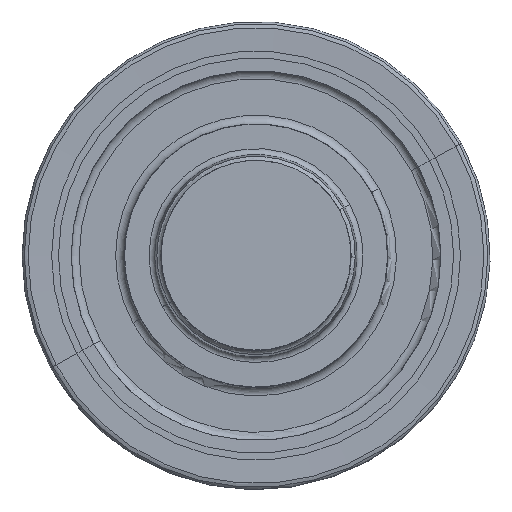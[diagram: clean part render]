
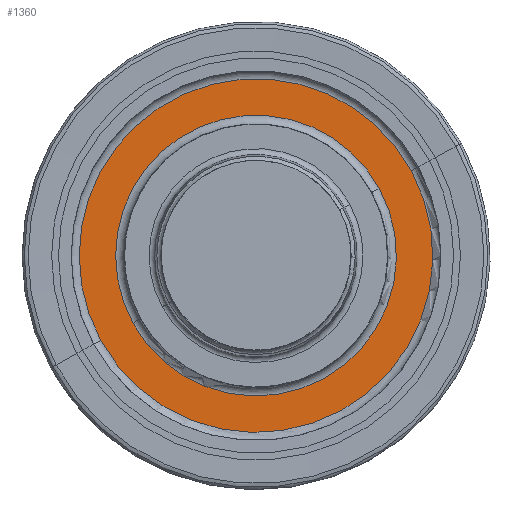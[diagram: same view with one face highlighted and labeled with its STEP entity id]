
A CAD part, top view. The second image highlights one B-rep face of the part: STEP entity #1360.
In plain terms, the highlighted planar face has unit normal (0, 0, 1).
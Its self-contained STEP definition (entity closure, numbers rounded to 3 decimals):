
#525=CARTESIAN_POINT('',(0.,0.,2.173));
#526=DIRECTION('',(0.,0.,1.));
#527=DIRECTION('',(-0.878,-0.479,0.));
#528=AXIS2_PLACEMENT_3D('',#525,#526,#527);
#533=CARTESIAN_POINT('',(0.,0.,2.173));
#534=DIRECTION('',(0.,0.,1.));
#535=DIRECTION('',(-1.,0.,0.));
#536=AXIS2_PLACEMENT_3D('',#533,#534,#535);
#541=CARTESIAN_POINT('',(0.,0.,2.173));
#542=DIRECTION('',(0.,0.,1.));
#543=DIRECTION('',(0.878,0.479,0.));
#544=AXIS2_PLACEMENT_3D('',#541,#542,#543);
#549=CARTESIAN_POINT('',(0.,0.,2.173));
#550=DIRECTION('',(0.,0.,-1.));
#551=DIRECTION('',(-0.878,-0.479,0.));
#552=AXIS2_PLACEMENT_3D('',#549,#550,#551);
#557=CARTESIAN_POINT('',(0.,0.,2.173));
#558=DIRECTION('',(0.,0.,-1.));
#559=DIRECTION('',(0.878,0.479,0.));
#560=AXIS2_PLACEMENT_3D('',#557,#558,#559);
#565=CARTESIAN_POINT('',(0.,0.,2.173));
#566=DIRECTION('',(0.,0.,-1.));
#567=DIRECTION('',(-1.,0.,0.));
#568=AXIS2_PLACEMENT_3D('',#565,#566,#567);
#976=CARTESIAN_POINT('',(-4.13,-2.256,2.173));
#977=VERTEX_POINT('',#976);
#978=CARTESIAN_POINT('',(4.13,2.256,2.173));
#979=VERTEX_POINT('',#978);
#980=CARTESIAN_POINT('',(-4.706,0.,2.173));
#981=VERTEX_POINT('',#980);
#982=CARTESIAN_POINT('',(-5.203,-2.842,2.173));
#983=CARTESIAN_POINT('',(5.203,2.842,2.173));
#984=VERTEX_POINT('',#982);
#985=VERTEX_POINT('',#983);
#986=CARTESIAN_POINT('',(-5.929,0.,2.173));
#987=VERTEX_POINT('',#986);
#1342=CARTESIAN_POINT('',(8.34,0.,2.173));
#1343=DIRECTION('',(0.,0.,-1.));
#1344=DIRECTION('',(-1.,0.,0.));
#1345=AXIS2_PLACEMENT_3D('',#1342,#1343,#1344);
#1346=PLANE('',#1345);
#1348=ORIENTED_EDGE('',*,*,#1347,.F.);
#1350=ORIENTED_EDGE('',*,*,#1349,.F.);
#1352=ORIENTED_EDGE('',*,*,#1351,.F.);
#1353=EDGE_LOOP('',(#1348,#1350,#1352));
#1354=FACE_OUTER_BOUND('',#1353,.F.);
#1355=ORIENTED_EDGE('',*,*,#1330,.F.);
#1356=ORIENTED_EDGE('',*,*,#1319,.F.);
#1357=ORIENTED_EDGE('',*,*,#1332,.F.);
#1358=EDGE_LOOP('',(#1355,#1356,#1357));
#1359=FACE_BOUND('',#1358,.F.);
#529=CIRCLE('',#528,5.929);
#537=CIRCLE('',#536,5.929);
#545=CIRCLE('',#544,5.929);
#553=CIRCLE('',#552,4.706);
#561=CIRCLE('',#560,4.706);
#569=CIRCLE('',#568,4.706);
#1319=EDGE_CURVE('',#979,#977,#561,.T.);
#1330=EDGE_CURVE('',#977,#981,#553,.T.);
#1332=EDGE_CURVE('',#981,#979,#569,.T.);
#1347=EDGE_CURVE('',#984,#985,#529,.T.);
#1349=EDGE_CURVE('',#987,#984,#537,.T.);
#1351=EDGE_CURVE('',#985,#987,#545,.T.);
#1360=ADVANCED_FACE('',(#1354,#1359),#1346,.F.);
